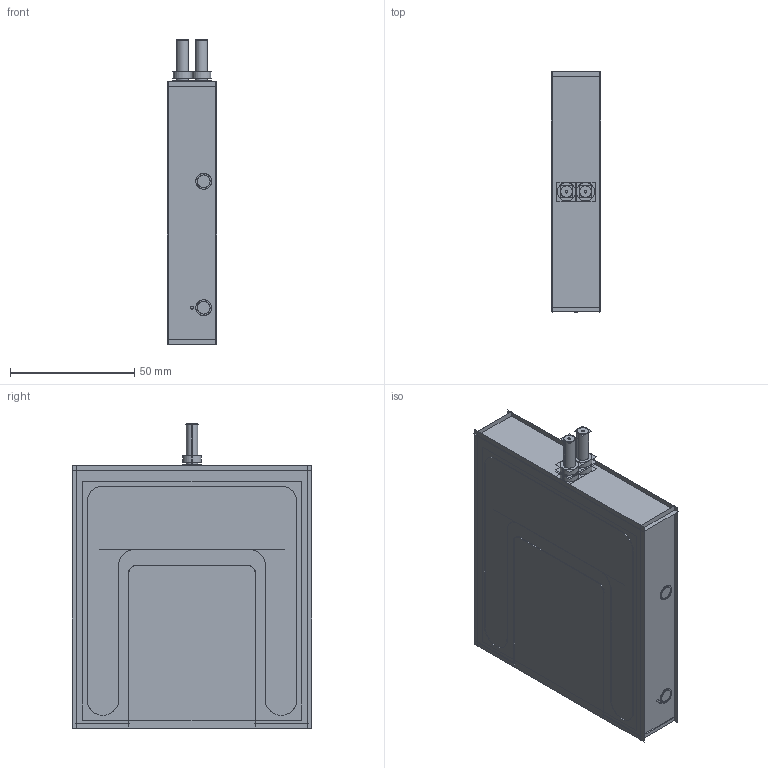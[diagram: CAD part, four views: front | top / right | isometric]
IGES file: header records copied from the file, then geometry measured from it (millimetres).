
Start section:  PTC IGES file: 193961.igs
Global section: file name: 193961.igs; native system: Creo Parametric by Parametric Technology Corporation; preprocessor: 2013230; author: pdmadmin; organization: Unknown; date: 20160309.110549; units: millimetre
Bounding box: 19.81 x 96.42 x 122.48 mm (x, y, z)
Volume: 117678.6 mm3; surface area: 236822.5 mm2
Topology: 6 solids, 10 shells, 306 faces, 1572 edges, 2032 vertices
Faces by surface type: revolution 204, bspline 102
